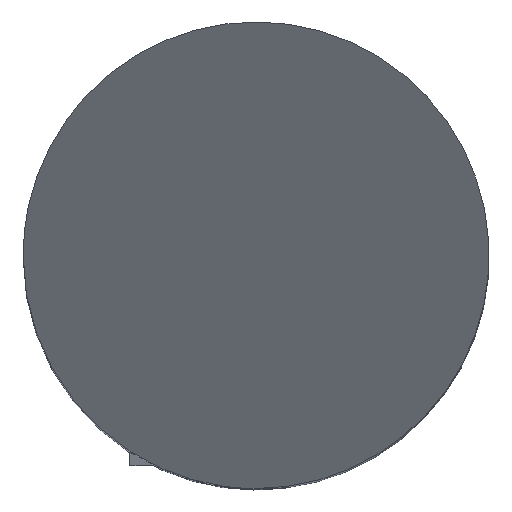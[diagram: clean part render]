
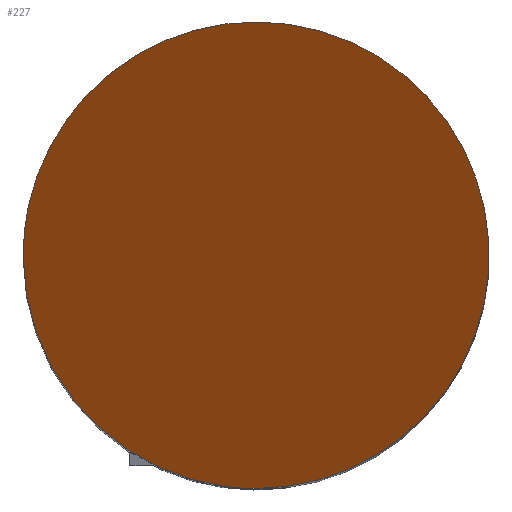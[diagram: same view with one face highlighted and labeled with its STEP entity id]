
A CAD part, top view. The second image highlights one B-rep face of the part: STEP entity #227.
In plain terms, the highlighted planar face has unit normal (0, -0.574, 0.819).
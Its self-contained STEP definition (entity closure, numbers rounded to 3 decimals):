
#105=CARTESIAN_POINT('',(-5.,0.,25.));
#106=VERTEX_POINT('',#105);
#113=CARTESIAN_POINT('',(-0.,-5.,21.499));
#114=VERTEX_POINT('',#113);
#115=CARTESIAN_POINT('',(0.,0.,25.));
#116=DIRECTION('',(0.,-0.574,0.819));
#117=DIRECTION('',(0.,-0.819,-0.574));
#118=AXIS2_PLACEMENT_3D('',#115,#116,#117);
#119=ELLIPSE('',#118,6.104,5.);
#120=EDGE_CURVE('',#114,#106,#119,.T.);
#122=CARTESIAN_POINT('',(0.,0.,25.));
#123=DIRECTION('',(0.,-0.574,0.819));
#124=DIRECTION('',(0.,-0.819,-0.574));
#125=AXIS2_PLACEMENT_3D('',#122,#123,#124);
#126=ELLIPSE('',#125,6.104,5.);
#127=EDGE_CURVE('',#106,#114,#126,.T.);
#218=CARTESIAN_POINT('',(0.,0.,25.));
#219=DIRECTION('',(0.,-0.574,0.819));
#220=DIRECTION('',(1.,0.,0.));
#221=AXIS2_PLACEMENT_3D('',#218,#219,#220);
#222=PLANE('',#221);
#223=ORIENTED_EDGE('',*,*,#120,.T.);
#224=ORIENTED_EDGE('',*,*,#127,.T.);
#225=EDGE_LOOP('',(#223,#224));
#226=FACE_BOUND('',#225,.T.);
#227=ADVANCED_FACE('',(#226),#222,.T.);
